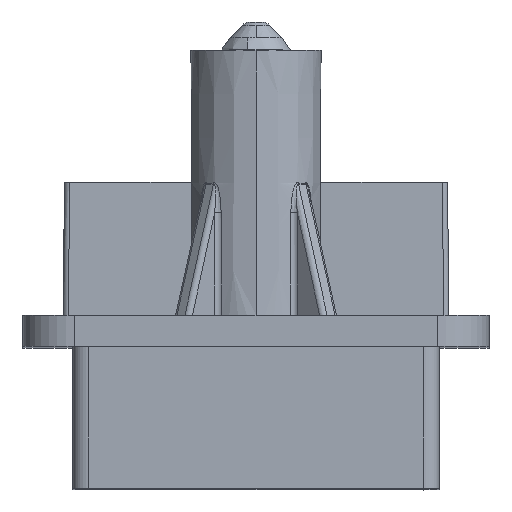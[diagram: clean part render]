
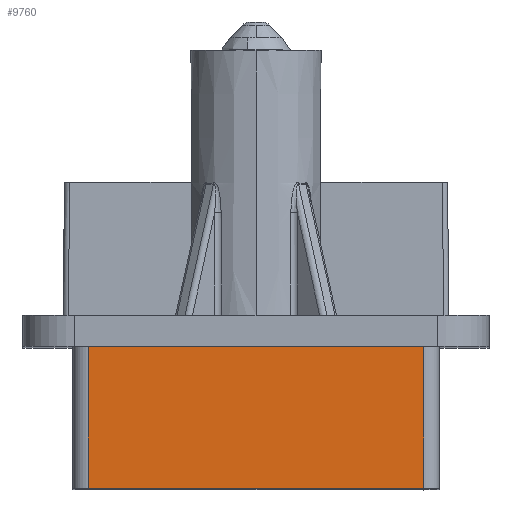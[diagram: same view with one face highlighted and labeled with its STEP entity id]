
A CAD part, top view. The second image highlights one B-rep face of the part: STEP entity #9760.
In plain terms, the highlighted planar face has unit normal (0, 0, 1).
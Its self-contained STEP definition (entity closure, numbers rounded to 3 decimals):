
#3022=DIRECTION('',(1.,0.,0.));
#3023=VECTOR('',#3022,32.4);
#3024=CARTESIAN_POINT('',(-16.2,-13.7,
46.6));
#3025=LINE('',#3024,#3023);
#3044=DIRECTION('',(0.,-1.,0.));
#3045=VECTOR('',#3044,13.7);
#3046=CARTESIAN_POINT('',(-16.2,0.,46.6));
#3047=LINE('',#3046,#3045);
#3058=DIRECTION('',(1.,0.,0.));
#3059=VECTOR('',#3058,32.4);
#3060=CARTESIAN_POINT('',(-16.2,0.,46.6));
#3061=LINE('',#3060,#3059);
#3072=DIRECTION('',(0.,1.,0.));
#3073=VECTOR('',#3072,13.7);
#3074=CARTESIAN_POINT('',(16.2,-13.7,46.6));
#3075=LINE('',#3074,#3073);
#5935=CARTESIAN_POINT('',(16.2,0.,46.6));
#5936=VERTEX_POINT('',#5935);
#5937=CARTESIAN_POINT('',(-16.2,0.,46.6));
#5938=VERTEX_POINT('',#5937);
#6203=CARTESIAN_POINT('',(-16.2,-13.7,
46.6));
#6204=VERTEX_POINT('',#6203);
#6205=CARTESIAN_POINT('',(16.2,-13.7,46.6));
#6206=VERTEX_POINT('',#6205);
#9748=CARTESIAN_POINT('',(16.2,0.,46.6));
#9749=DIRECTION('',(0.,0.,1.));
#9750=DIRECTION('',(-1.,0.,0.));
#9751=AXIS2_PLACEMENT_3D('',#9748,#9749,#9750);
#9752=PLANE('',#9751);
#9753=ORIENTED_EDGE('',*,*,#6905,.T.);
#9755=ORIENTED_EDGE('',*,*,#9754,.F.);
#9756=ORIENTED_EDGE('',*,*,#9712,.F.);
#9757=ORIENTED_EDGE('',*,*,#9734,.F.);
#9758=EDGE_LOOP('',(#9753,#9755,#9756,#9757));
#9759=FACE_OUTER_BOUND('',#9758,.F.);
#9760=ADVANCED_FACE('',(#9759),#9752,.T.);
#6905=EDGE_CURVE('',#5938,#5936,#3061,.T.);
#9712=EDGE_CURVE('',#6204,#6206,#3025,.T.);
#9734=EDGE_CURVE('',#5938,#6204,#3047,.T.);
#9754=EDGE_CURVE('',#6206,#5936,#3075,.T.);
